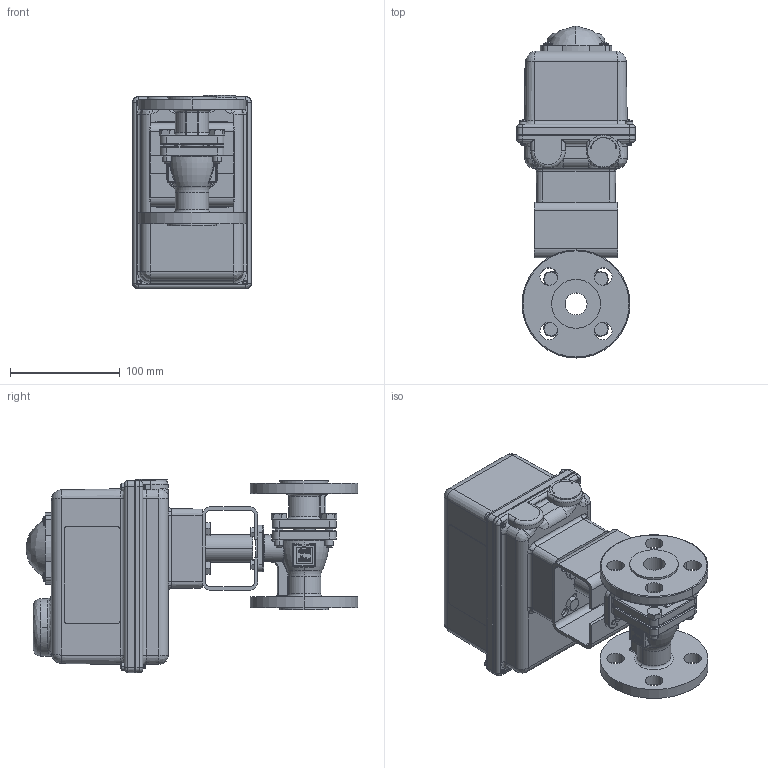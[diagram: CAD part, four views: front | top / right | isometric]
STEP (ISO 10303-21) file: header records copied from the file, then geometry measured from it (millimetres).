
FILE_DESCRIPTION (( 'STEP AP203' ), '1' );
FILE_NAME ('2000F-075_ER-2.STEP', '2017-12-13T16:01:32', ( '' ), ( '' ), 'SwSTEP 2.0', 'SolidWorks 2014', '' );
FILE_SCHEMA (( 'CONFIG_CONTROL_DESIGN' ));
Products named in the file (1): 2000F-075_ER-2
Bounding box: 108.29 x 302.58 x 176.31 mm (x, y, z)
Surface area: 204409 mm2 (no closed solid volume)
Topology: 0 solids, 31 shells, 940 faces, 3660 edges, 2711 vertices
Faces by surface type: plane 340, cylinder 285, bspline 163, cone 91, torus 55, sphere 6
Entity records: 63279 total; most frequent: CARTESIAN_POINT 35927, ORIENTED_EDGE 5676, DIRECTION 4604, EDGE_CURVE 3640, VERTEX_POINT 2711, LINE 1550, VECTOR 1550, AXIS2_PLACEMENT_3D 1527
